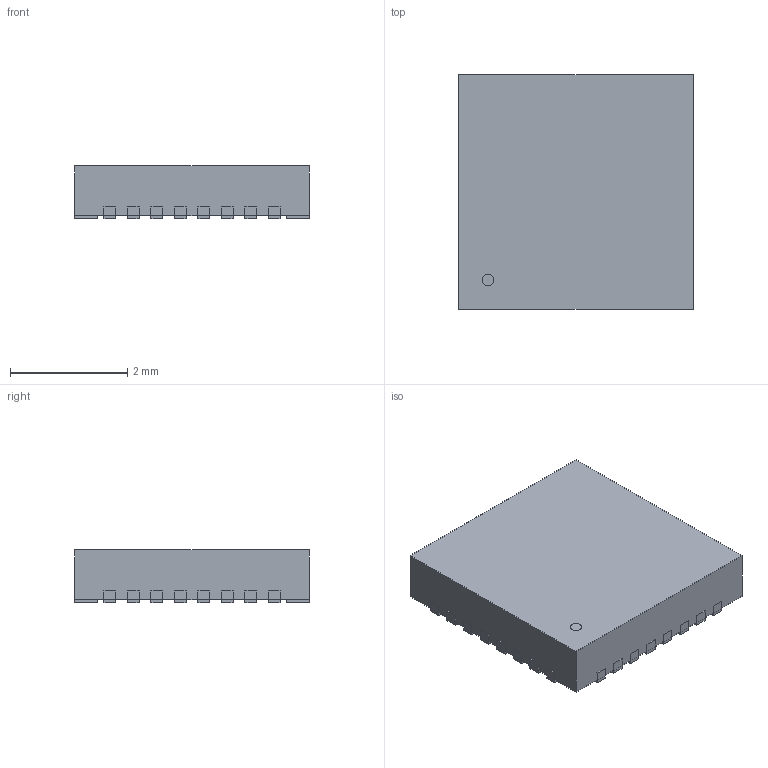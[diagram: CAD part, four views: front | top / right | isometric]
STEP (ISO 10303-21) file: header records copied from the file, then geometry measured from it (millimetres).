
FILE_DESCRIPTION (( 'STEP AP214' ), '1' );
FILE_NAME ('User Library-VQFN32.STEP', '2023-01-01T05:05:27', ( '' ), ( '' ), 'SwSTEP 2.0', 'SolidWorks 2022', '' );
FILE_SCHEMA (( 'AUTOMOTIVE_DESIGN' ));
Length unit declared in the file: millimetre
Products named in the file (35): __002; __015; __013; __006; __012; __020; __007; __016; __023; __027; __018; __017; __011; Imported_2; __031; __009; __014; __026; __022; __019; Imported_3; __001; __030; __025; __008; Imported; __003; __004; __029; __005; __010; __024; __028; __021; User Library-VQFN32
Assembly tree (34 placements, depth 2):
  User Library-VQFN32
    Imported
    __022
    __023
    __016
    __003
    __007
    __024
    __013
    __014
    __010
    __002
    __005
    __011
    __015
    __018
    __001
    __008
    __009
    __006
    __019
    __021
    __004
    __012
    __017
    __020
    Imported_2
    __028
    __030
    __025
    __029
    Imported_3
    __026
    __031
    __027
Bounding box: 4.02 x 4.02 x 0.91 mm (x, y, z)
Volume: 14.1 mm3; surface area: 58.6 mm2
Topology: 34 solids, 34 shells, 202 faces, 402 edges, 268 vertices
Faces by surface type: plane 200, cylinder 2
Entity records: 8751 total; most frequent: CARTESIAN_POINT 909, DIRECTION 884, ORIENTED_EDGE 804, EDGE_CURVE 402, VECTOR 398, LINE 398, UNCERTAINTY_MEASURE_WITH_UNIT 296, VERTEX_POINT 268
